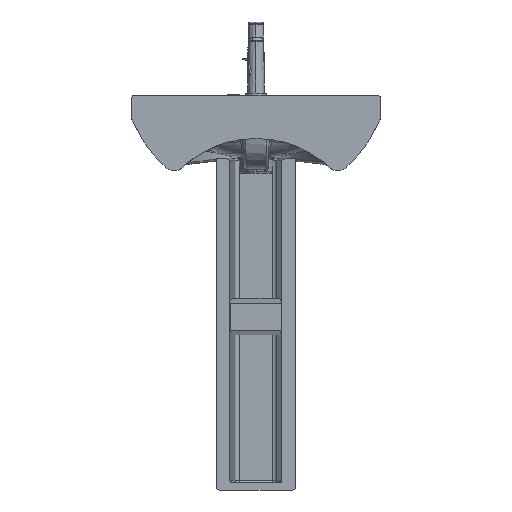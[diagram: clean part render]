
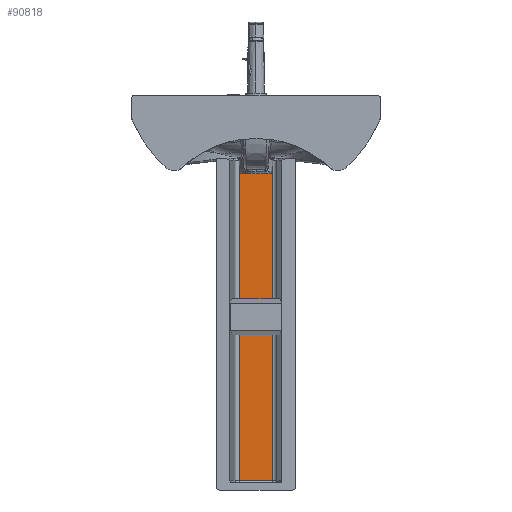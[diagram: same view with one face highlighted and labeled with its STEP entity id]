
A CAD part, left-side view. The second image highlights one B-rep face of the part: STEP entity #90818.
In plain terms, the highlighted free-form (B-spline) face has degree [5, 1] with [6, 2] control points.
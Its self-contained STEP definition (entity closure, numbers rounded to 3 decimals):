
#90164=CARTESIAN_POINT('',(284.435,37.41,-712.));
#90165=VERTEX_POINT('',#90164);
#90437=CARTESIAN_POINT('',(284.435,-37.41,-712.0));
#90438=VERTEX_POINT('',#90437);
#90446=CARTESIAN_POINT('',(284.435,-37.41,-712.0));
#90447=CARTESIAN_POINT('',(285.486,-24.874,-712.0));
#90448=CARTESIAN_POINT('',(286.097,-12.278,-712.0));
#90449=CARTESIAN_POINT('',(286.265,0.295,-712.0));
#90450=CARTESIAN_POINT('',(285.941,15.223,-712.0));
#90451=CARTESIAN_POINT('',(284.996,30.113,-712.0));
#90452=CARTESIAN_POINT('',(284.833,32.438,-712.0));
#90453=CARTESIAN_POINT('',(284.65,34.83,-712.0));
#90454=CARTESIAN_POINT('',(284.451,37.22,-712.0));
#90455=CARTESIAN_POINT('',(284.446,37.286,-712.0));
#90456=CARTESIAN_POINT('',(284.44,37.349,-712.0));
#90457=CARTESIAN_POINT('',(284.435,37.41,-712.0));
#90458=B_SPLINE_CURVE_WITH_KNOTS('',5,(#90446,#90447,#90448,#90449,#90450,#90451,#90452,#90453,#90454,#90455,#90456,#90457),.UNSPECIFIED.,.F.,.U.,(6,3,3,6),(436.364,546.128,566.451,567.049),.UNSPECIFIED.);
#90459=EDGE_CURVE('',#90165,#90438,#90458,.F.);
#90727=CARTESIAN_POINT('',(284.435,37.41,-4.0));
#90728=VERTEX_POINT('',#90727);
#90738=CARTESIAN_POINT('',(284.435,37.41,-4.0));
#90739=DIRECTION('',(0.0,0.0,-1.0));
#90740=VECTOR('',#90739,708.);
#90741=LINE('',#90738,#90740);
#90742=EDGE_CURVE('',#90165,#90728,#90741,.F.);
#90784=CARTESIAN_POINT('',(284.435,-37.41,-4.));
#90785=CARTESIAN_POINT('',(285.685,-22.494,-4.));
#90786=CARTESIAN_POINT('',(286.315,-7.478,-4.));
#90787=CARTESIAN_POINT('',(286.312,7.48,-4.));
#90788=CARTESIAN_POINT('',(285.686,22.492,-4.));
#90789=CARTESIAN_POINT('',(284.435,37.41,-4.));
#90790=CARTESIAN_POINT('',(284.435,-37.41,-712.0));
#90791=CARTESIAN_POINT('',(285.685,-22.494,-712.0));
#90792=CARTESIAN_POINT('',(286.315,-7.478,-712.0));
#90793=CARTESIAN_POINT('',(286.312,7.48,-712.0));
#90794=CARTESIAN_POINT('',(285.686,22.492,-712.0));
#90795=CARTESIAN_POINT('',(284.435,37.41,-712.0));
#90796=B_SPLINE_SURFACE_WITH_KNOTS('',5,1,((#90784,#90790),(#90785,#90791),(#90786,#90792),(#90787,#90793),(#90788,#90794),(#90789,#90795)),.UNSPECIFIED.,.F.,.F.,.U.,(6,6),(2,2),(315.569,423.178),(4.,712.0),.UNSPECIFIED.);
#90797=ORIENTED_EDGE('',*,*,#90742,.F.);
#90798=ORIENTED_EDGE('',*,*,#90459,.T.);
#90799=CARTESIAN_POINT('',(284.435,-37.41,-4.));
#90800=VERTEX_POINT('',#90799);
#90801=CARTESIAN_POINT('',(284.435,-37.41,-4.));
#90802=DIRECTION('',(0.0,0.0,-1.0));
#90803=VECTOR('',#90802,708.);
#90804=LINE('',#90801,#90803);
#90805=EDGE_CURVE('',#90438,#90800,#90804,.F.);
#90806=ORIENTED_EDGE('',*,*,#90805,.T.);
#90807=CARTESIAN_POINT('',(284.435,37.41,-4.0));
#90808=CARTESIAN_POINT('',(285.686,22.492,-4.0));
#90809=CARTESIAN_POINT('',(286.312,7.48,-4.0));
#90810=CARTESIAN_POINT('',(286.315,-7.478,-4.0));
#90811=CARTESIAN_POINT('',(285.685,-22.494,-4.0));
#90812=CARTESIAN_POINT('',(284.435,-37.41,-4.0));
#90813=B_SPLINE_CURVE_WITH_KNOTS('',5,(#90807,#90808,#90809,#90810,#90811,#90812),.UNSPECIFIED.,.F.,.U.,(6,6),(-53.703,53.906),.UNSPECIFIED.);
#90814=EDGE_CURVE('',#90800,#90728,#90813,.F.);
#90815=ORIENTED_EDGE('',*,*,#90814,.T.);
#90816=EDGE_LOOP('',(#90797,#90798,#90806,#90815));
#90817=FACE_OUTER_BOUND('',#90816,.T.);
#90818=ADVANCED_FACE('',(#90817),#90796,.T.);
